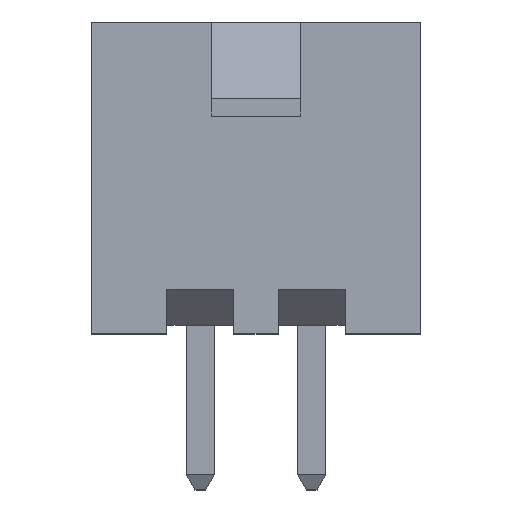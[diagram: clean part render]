
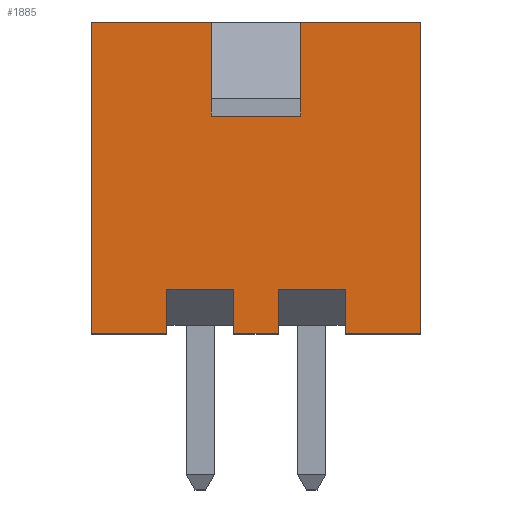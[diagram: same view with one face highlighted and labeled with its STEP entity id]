
A CAD part, top view. The second image highlights one B-rep face of the part: STEP entity #1885.
In plain terms, the highlighted planar face has unit normal (0, 0, 1).
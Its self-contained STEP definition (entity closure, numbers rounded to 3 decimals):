
#13 = VECTOR ( 'NONE', #393, 1000. ) ;
#42 = DIRECTION ( 'NONE',  ( 0., 1., 0. ) ) ;
#57 = VECTOR ( 'NONE', #1101, 1000. ) ;
#65 = DIRECTION ( 'NONE',  ( 1., 0., 0. ) ) ;
#66 = VECTOR ( 'NONE', #1237, 1000. ) ;
#89 = ORIENTED_EDGE ( 'NONE', *, *, #2019, .T. ) ;
#90 = ORIENTED_EDGE ( 'NONE', *, *, #129, .T. ) ;
#107 = VERTEX_POINT ( 'NONE', #1960 ) ;
#129 = EDGE_CURVE ( 'NONE', #2010, #1061, #567, .T. ) ;
#158 = LINE ( 'NONE', #607, #13 ) ;
#184 = VECTOR ( 'NONE', #1926, 1000. ) ;
#212 = EDGE_CURVE ( 'NONE', #793, #374, #1415, .T. ) ;
#214 = CARTESIAN_POINT ( 'NONE',  ( -7.45, 5., 2.9 ) ) ;
#241 = CARTESIAN_POINT ( 'NONE',  ( 0., 0., 2.9 ) ) ;
#367 = CARTESIAN_POINT ( 'NONE',  ( -3.25, 0., 2.9 ) ) ;
#374 = VERTEX_POINT ( 'NONE', #1139 ) ;
#393 = DIRECTION ( 'NONE',  ( 1., 0., 0. ) ) ;
#420 = LINE ( 'NONE', #2200, #66 ) ;
#438 = VERTEX_POINT ( 'NONE', #721 ) ;
#447 = FACE_OUTER_BOUND ( 'NONE', #1230, .T. ) ;
#457 = CARTESIAN_POINT ( 'NONE',  ( -0.05, 0., 2.9 ) ) ;
#465 = VERTEX_POINT ( 'NONE', #1942 ) ;
#473 = ORIENTED_EDGE ( 'NONE', *, *, #597, .T. ) ;
#504 = EDGE_CURVE ( 'NONE', #374, #2010, #760, .T. ) ;
#508 = EDGE_CURVE ( 'NONE', #769, #1204, #158, .T. ) ;
#516 = CARTESIAN_POINT ( 'NONE',  ( -7.45, 7., 2.9 ) ) ;
#524 = CARTESIAN_POINT ( 'NONE',  ( -2.75, 7., 2.9 ) ) ;
#567 = LINE ( 'NONE', #1353, #1785 ) ;
#583 = VECTOR ( 'NONE', #893, 1000. ) ;
#594 = CARTESIAN_POINT ( 'NONE',  ( -1.75, 0., 2.9 ) ) ;
#597 = EDGE_CURVE ( 'NONE', #465, #107, #1802, .T. ) ;
#607 = CARTESIAN_POINT ( 'NONE',  ( -7.45, 1., 2.9 ) ) ;
#624 = LINE ( 'NONE', #1056, #2066 ) ;
#629 = EDGE_CURVE ( 'NONE', #1744, #438, #1829, .T. ) ;
#630 = VECTOR ( 'NONE', #1862, 1000. ) ;
#633 = CARTESIAN_POINT ( 'NONE',  ( 0., 0., 2.9 ) ) ;
#644 = EDGE_CURVE ( 'NONE', #1701, #1967, #2045, .T. ) ;
#657 = EDGE_CURVE ( 'NONE', #2527, #1967, #2219, .T. ) ;
#665 = ORIENTED_EDGE ( 'NONE', *, *, #508, .T. ) ;
#681 = ORIENTED_EDGE ( 'NONE', *, *, #966, .T. ) ;
#721 = CARTESIAN_POINT ( 'NONE',  ( -0.05, 0., 2.9 ) ) ;
#745 = LINE ( 'NONE', #1377, #1837 ) ;
#746 = EDGE_CURVE ( 'NONE', #1061, #465, #1346, .T. ) ;
#760 = LINE ( 'NONE', #1529, #57 ) ;
#765 = CARTESIAN_POINT ( 'NONE',  ( -1.75, 0., 2.9 ) ) ;
#766 = ORIENTED_EDGE ( 'NONE', *, *, #504, .T. ) ;
#769 = VERTEX_POINT ( 'NONE', #1157 ) ;
#793 = VERTEX_POINT ( 'NONE', #1142 ) ;
#816 = EDGE_CURVE ( 'NONE', #2597, #793, #1365, .T. ) ;
#893 = DIRECTION ( 'NONE',  ( 1., 0., 0. ) ) ;
#912 = ORIENTED_EDGE ( 'NONE', *, *, #629, .T. ) ;
#958 = VECTOR ( 'NONE', #2262, 1000. ) ;
#966 = EDGE_CURVE ( 'NONE', #2483, #2597, #624, .T. ) ;
#967 = CARTESIAN_POINT ( 'NONE',  ( -2.75, 0., 2.9 ) ) ;
#997 = ORIENTED_EDGE ( 'NONE', *, *, #2114, .F. ) ;
#1031 = CARTESIAN_POINT ( 'NONE',  ( -1.75, 1., 2.9 ) ) ;
#1037 = CARTESIAN_POINT ( 'NONE',  ( -3.25, 0., 2.9 ) ) ;
#1052 = VECTOR ( 'NONE', #1201, 1000. ) ;
#1056 = CARTESIAN_POINT ( 'NONE',  ( -7.45, 7., 2.9 ) ) ;
#1061 = VERTEX_POINT ( 'NONE', #516 ) ;
#1071 = CARTESIAN_POINT ( 'NONE',  ( -0.05, 7., 2.9 ) ) ;
#1083 = ORIENTED_EDGE ( 'NONE', *, *, #816, .T. ) ;
#1101 = DIRECTION ( 'NONE',  ( 0., 1., 0. ) ) ;
#1130 = DIRECTION ( 'NONE',  ( 0., -1., 0. ) ) ;
#1135 = CARTESIAN_POINT ( 'NONE',  ( -7.45, 0., 2.9 ) ) ;
#1139 = CARTESIAN_POINT ( 'NONE',  ( -4.75, 5., 2.9 ) ) ;
#1141 = CARTESIAN_POINT ( 'NONE',  ( -4.75, 7., 2.9 ) ) ;
#1142 = CARTESIAN_POINT ( 'NONE',  ( -2.75, 5., 2.9 ) ) ;
#1157 = CARTESIAN_POINT ( 'NONE',  ( -5.75, 1., 2.9 ) ) ;
#1201 = DIRECTION ( 'NONE',  ( 0., -1., 0. ) ) ;
#1204 = VERTEX_POINT ( 'NONE', #2466 ) ;
#1230 = EDGE_LOOP ( 'NONE', ( #1083, #1388, #766, #90, #2459, #473, #997, #665, #1626, #2005, #2131, #89, #1936, #912, #2326, #681 ) ) ;
#1233 = DIRECTION ( 'NONE',  ( 0., -1., 0. ) ) ;
#1235 = EDGE_CURVE ( 'NONE', #438, #2483, #2277, .T. ) ;
#1237 = DIRECTION ( 'NONE',  ( 0., -1., 0. ) ) ;
#1255 = PLANE ( 'NONE',  #1835 ) ;
#1346 = LINE ( 'NONE', #1135, #184 ) ;
#1353 = CARTESIAN_POINT ( 'NONE',  ( -7.45, 7., 2.9 ) ) ;
#1365 = LINE ( 'NONE', #967, #1492 ) ;
#1372 = VECTOR ( 'NONE', #42, 1000. ) ;
#1377 = CARTESIAN_POINT ( 'NONE',  ( -7.45, 1., 2.9 ) ) ;
#1388 = ORIENTED_EDGE ( 'NONE', *, *, #212, .T. ) ;
#1415 = LINE ( 'NONE', #214, #2413 ) ;
#1435 = CARTESIAN_POINT ( 'NONE',  ( -4.25, 0., 2.9 ) ) ;
#1492 = VECTOR ( 'NONE', #1130, 1000. ) ;
#1515 = EDGE_CURVE ( 'NONE', #1863, #1744, #2041, .T. ) ;
#1529 = CARTESIAN_POINT ( 'NONE',  ( -4.75, 0., 2.9 ) ) ;
#1626 = ORIENTED_EDGE ( 'NONE', *, *, #2410, .T. ) ;
#1668 = CARTESIAN_POINT ( 'NONE',  ( 0., 0., 2.9 ) ) ;
#1701 = VERTEX_POINT ( 'NONE', #2177 ) ;
#1714 = DIRECTION ( 'NONE',  ( 0., 0., 1. ) ) ;
#1744 = VERTEX_POINT ( 'NONE', #765 ) ;
#1785 = VECTOR ( 'NONE', #2150, 1000. ) ;
#1801 = LINE ( 'NONE', #1435, #1052 ) ;
#1802 = LINE ( 'NONE', #633, #1951 ) ;
#1829 = LINE ( 'NONE', #1668, #958 ) ;
#1835 = AXIS2_PLACEMENT_3D ( 'NONE', #1850, #1714, #65 ) ;
#1837 = VECTOR ( 'NONE', #2108, 1000. ) ;
#1850 = CARTESIAN_POINT ( 'NONE',  ( -7.45, 0., 2.9 ) ) ;
#1862 = DIRECTION ( 'NONE',  ( 0., -1., 0. ) ) ;
#1863 = VERTEX_POINT ( 'NONE', #1031 ) ;
#1885 = ADVANCED_FACE ( 'NONE', ( #447 ), #1255, .T. ) ;
#1926 = DIRECTION ( 'NONE',  ( 0., -1., 0. ) ) ;
#1936 = ORIENTED_EDGE ( 'NONE', *, *, #1515, .T. ) ;
#1942 = CARTESIAN_POINT ( 'NONE',  ( -7.45, 0., 2.9 ) ) ;
#1951 = VECTOR ( 'NONE', #2599, 1000. ) ;
#1960 = CARTESIAN_POINT ( 'NONE',  ( -5.75, 0., 2.9 ) ) ;
#1967 = VERTEX_POINT ( 'NONE', #367 ) ;
#2005 = ORIENTED_EDGE ( 'NONE', *, *, #657, .T. ) ;
#2010 = VERTEX_POINT ( 'NONE', #1141 ) ;
#2019 = EDGE_CURVE ( 'NONE', #1701, #1863, #745, .T. ) ;
#2041 = LINE ( 'NONE', #594, #630 ) ;
#2045 = LINE ( 'NONE', #1037, #2281 ) ;
#2066 = VECTOR ( 'NONE', #2202, 1000. ) ;
#2108 = DIRECTION ( 'NONE',  ( 1., 0., 0. ) ) ;
#2114 = EDGE_CURVE ( 'NONE', #769, #107, #420, .T. ) ;
#2131 = ORIENTED_EDGE ( 'NONE', *, *, #644, .F. ) ;
#2150 = DIRECTION ( 'NONE',  ( -1., 0., 0. ) ) ;
#2177 = CARTESIAN_POINT ( 'NONE',  ( -3.25, 1., 2.9 ) ) ;
#2200 = CARTESIAN_POINT ( 'NONE',  ( -5.75, 0., 2.9 ) ) ;
#2202 = DIRECTION ( 'NONE',  ( -1., 0., 0. ) ) ;
#2219 = LINE ( 'NONE', #241, #583 ) ;
#2262 = DIRECTION ( 'NONE',  ( 1., 0., 0. ) ) ;
#2277 = LINE ( 'NONE', #457, #1372 ) ;
#2281 = VECTOR ( 'NONE', #1233, 1000. ) ;
#2326 = ORIENTED_EDGE ( 'NONE', *, *, #1235, .T. ) ;
#2403 = DIRECTION ( 'NONE',  ( -1., 0., 0. ) ) ;
#2410 = EDGE_CURVE ( 'NONE', #1204, #2527, #1801, .T. ) ;
#2413 = VECTOR ( 'NONE', #2403, 1000. ) ;
#2459 = ORIENTED_EDGE ( 'NONE', *, *, #746, .T. ) ;
#2466 = CARTESIAN_POINT ( 'NONE',  ( -4.25, 1., 2.9 ) ) ;
#2483 = VERTEX_POINT ( 'NONE', #1071 ) ;
#2514 = CARTESIAN_POINT ( 'NONE',  ( -4.25, 0., 2.9 ) ) ;
#2527 = VERTEX_POINT ( 'NONE', #2514 ) ;
#2597 = VERTEX_POINT ( 'NONE', #524 ) ;
#2599 = DIRECTION ( 'NONE',  ( 1., 0., 0. ) ) ;
